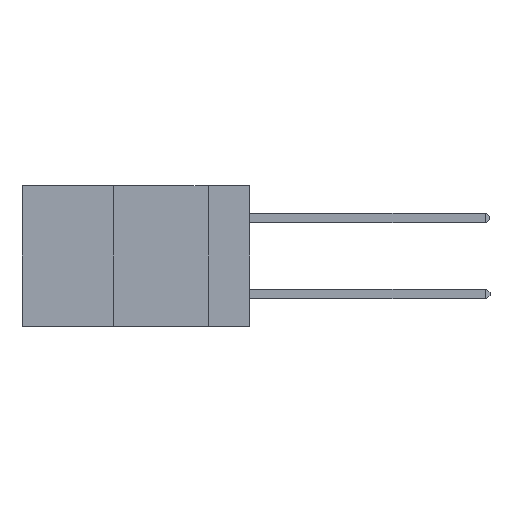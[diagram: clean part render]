
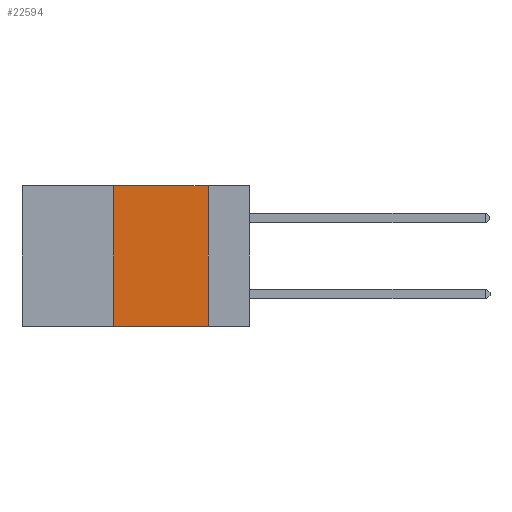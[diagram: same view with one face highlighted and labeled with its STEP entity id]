
A CAD part, left-side view. The second image highlights one B-rep face of the part: STEP entity #22594.
In plain terms, the highlighted planar face has unit normal (-1, 0, 0).
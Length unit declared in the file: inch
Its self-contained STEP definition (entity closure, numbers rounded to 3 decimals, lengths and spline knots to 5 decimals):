
#148 = DIRECTION ( 'NONE',  ( 0., -1., 0. ) ) ;
#1483 = VERTEX_POINT ( 'NONE', #18346 ) ;
#1635 = VERTEX_POINT ( 'NONE', #2230 ) ;
#2230 = CARTESIAN_POINT ( 'NONE',  ( 0., 0.11, 0. ) ) ;
#2279 = EDGE_LOOP ( 'NONE', ( #5379, #5551, #6596, #5961 ) ) ;
#2460 = AXIS2_PLACEMENT_3D ( 'NONE', #4256, #9962, #22592 ) ;
#2900 = LINE ( 'NONE', #15269, #12220 ) ;
#3992 = CARTESIAN_POINT ( 'NONE',  ( 0., 0.6, 0. ) ) ;
#4256 = CARTESIAN_POINT ( 'NONE',  ( 0., 0.6, 0. ) ) ;
#4620 = VECTOR ( 'NONE', #9066, 39.37008 ) ;
#5379 = ORIENTED_EDGE ( 'NONE', *, *, #15898, .F. ) ;
#5551 = ORIENTED_EDGE ( 'NONE', *, *, #15818, .F. ) ;
#5961 = ORIENTED_EDGE ( 'NONE', *, *, #14887, .T. ) ;
#6069 = CARTESIAN_POINT ( 'NONE',  ( 0., 0.36, -0.37 ) ) ;
#6534 = LINE ( 'NONE', #18644, #15644 ) ;
#6596 = ORIENTED_EDGE ( 'NONE', *, *, #21631, .F. ) ;
#9066 = DIRECTION ( 'NONE',  ( 0., 0., 1. ) ) ;
#9395 = VERTEX_POINT ( 'NONE', #6069 ) ;
#9591 = DIRECTION ( 'NONE',  ( 0., -1., 0. ) ) ;
#9962 = DIRECTION ( 'NONE',  ( 1., 0., 0. ) ) ;
#12220 = VECTOR ( 'NONE', #13438, 39.37008 ) ;
#13438 = DIRECTION ( 'NONE',  ( 0., 0., -1. ) ) ;
#13590 = FACE_OUTER_BOUND ( 'NONE', #2279, .T. ) ;
#13680 = CARTESIAN_POINT ( 'NONE',  ( 0., 0.11, -0.37 ) ) ;
#14887 = EDGE_CURVE ( 'NONE', #9395, #17755, #6534, .T. ) ;
#15269 = CARTESIAN_POINT ( 'NONE',  ( 0., 0.11, 0. ) ) ;
#15644 = VECTOR ( 'NONE', #9591, 39.37008 ) ;
#15818 = EDGE_CURVE ( 'NONE', #1483, #1635, #18723, .T. ) ;
#15898 = EDGE_CURVE ( 'NONE', #1635, #17755, #2900, .T. ) ;
#17755 = VERTEX_POINT ( 'NONE', #13680 ) ;
#18077 = LINE ( 'NONE', #19927, #4620 ) ;
#18346 = CARTESIAN_POINT ( 'NONE',  ( 0., 0.36, 0. ) ) ;
#18644 = CARTESIAN_POINT ( 'NONE',  ( 0., 0.6, -0.37 ) ) ;
#18723 = LINE ( 'NONE', #3992, #23472 ) ;
#19927 = CARTESIAN_POINT ( 'NONE',  ( 0., 0.36, 0. ) ) ;
#20744 = PLANE ( 'NONE',  #2460 ) ;
#21631 = EDGE_CURVE ( 'NONE', #9395, #1483, #18077, .T. ) ;
#22592 = DIRECTION ( 'NONE',  ( 0., 0., -1. ) ) ;
#22594 = ADVANCED_FACE ( 'NONE', ( #13590 ), #20744, .F. ) ;
#23472 = VECTOR ( 'NONE', #148, 39.37008 ) ;
